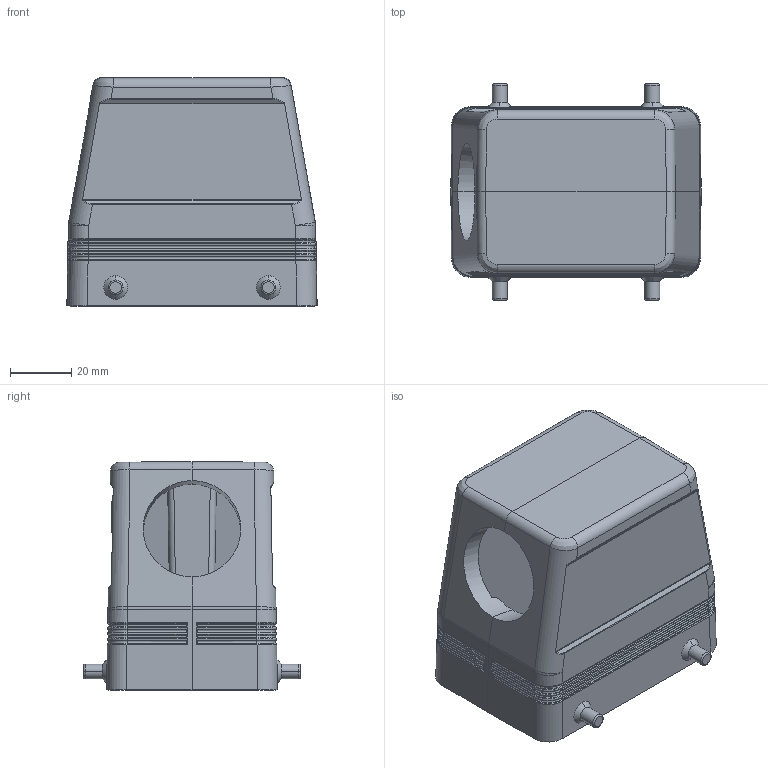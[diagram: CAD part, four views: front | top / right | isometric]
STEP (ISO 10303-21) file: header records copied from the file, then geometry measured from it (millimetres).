
FILE_DESCRIPTION(('Creo Elements/Direct Modeling STEP Export'),'2;1');
FILE_NAME('0lndqdl52lnhuhh4848','2020-05-11T15:07:53',(''),(''),'Creo Elements/Direct Modeling STEP processor for AP214 (Solid Model)','Creo Elements/Direct Modeling 20.1B 02-Apr-2019 (C) Parametric Technology GmbH','');
FILE_SCHEMA(('AUTOMOTIVE_DESIGN { 1 0 10303 214 1 1 1 1 }'));
Length unit declared in the file: millimetre
Products named in the file (2): MFO_50.32
Assembly tree (1 placements, depth 2):
  MFO_50.32
    MFO_50.32
Bounding box: 81.99 x 71 x 75 mm (x, y, z)
Volume: 78280.1 mm3; surface area: 43935.8 mm2
Topology: 1 solids, 1 shells, 491 faces, 1193 edges, 712 vertices
Faces by surface type: plane 196, cylinder 165, bspline 110, torus 12, sphere 8
Entity records: 29510 total; most frequent: CARTESIAN_POINT 19215, ORIENTED_EDGE 2370, DIRECTION 1834, EDGE_CURVE 1185, VERTEX_POINT 712, AXIS2_PLACEMENT_3D 625, VECTOR 584, LINE 584
